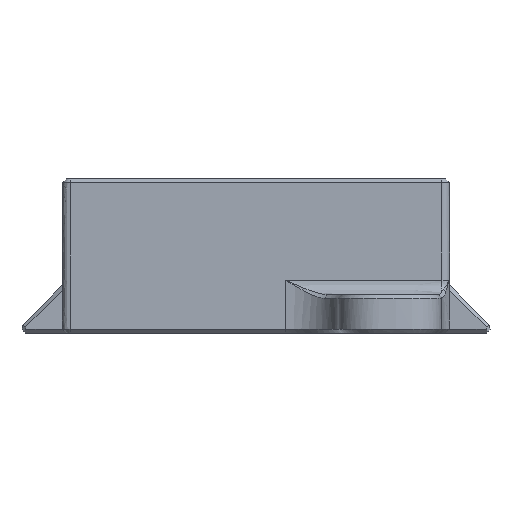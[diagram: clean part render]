
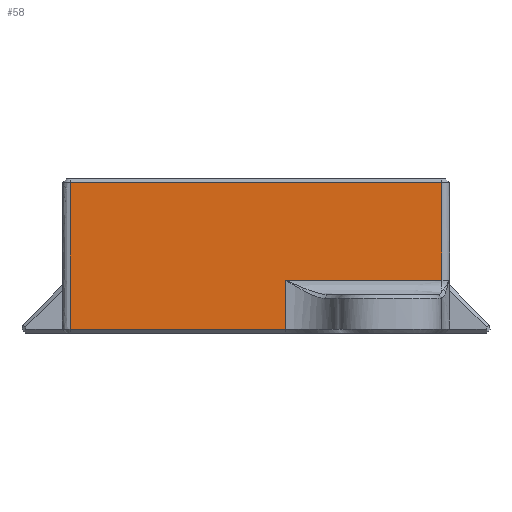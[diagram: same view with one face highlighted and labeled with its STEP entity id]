
A CAD part, left-side view. The second image highlights one B-rep face of the part: STEP entity #58.
In plain terms, the highlighted planar face has unit normal (-1, 0, 0).
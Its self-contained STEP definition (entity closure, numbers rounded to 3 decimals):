
#58=ADVANCED_FACE('',(#210),#2177,.T.);
#210=FACE_OUTER_BOUND('',#365,.T.);
#365=EDGE_LOOP('',(#620,#621,#622,#623,#624,#625));
#620=ORIENTED_EDGE('',*,*,#1285,.T.);
#621=ORIENTED_EDGE('',*,*,#1292,.F.);
#622=ORIENTED_EDGE('',*,*,#1310,.F.);
#623=ORIENTED_EDGE('',*,*,#1309,.F.);
#624=ORIENTED_EDGE('',*,*,#1308,.F.);
#625=ORIENTED_EDGE('',*,*,#1311,.F.);
#1285=EDGE_CURVE('',#1998,#1992,#1715,.T.);
#1292=EDGE_CURVE('',#1988,#1992,#1722,.T.);
#1308=EDGE_CURVE('',#2015,#2014,#1734,.T.);
#1309=EDGE_CURVE('',#2014,#2016,#1735,.T.);
#1310=EDGE_CURVE('',#2016,#1988,#1736,.T.);
#1311=EDGE_CURVE('',#1998,#2015,#1737,.T.);
#1715=B_SPLINE_CURVE_WITH_KNOTS('',1,(#4907,#4908),.UNSPECIFIED.,.F.,.F.,
(2,2),(70.022,75.122),.UNSPECIFIED.);
#1722=B_SPLINE_CURVE_WITH_KNOTS('',1,(#4940,#4941),.UNSPECIFIED.,.F.,.F.,
(2,2),(-16.246,0.),.UNSPECIFIED.);
#1734=B_SPLINE_CURVE_WITH_KNOTS('',1,(#5045,#5046),.UNSPECIFIED.,.F.,.F.,
(2,2),(0.,15.2),.UNSPECIFIED.);
#1735=B_SPLINE_CURVE_WITH_KNOTS('',1,(#5047,#5048),.UNSPECIFIED.,.F.,.F.,
(2,2),(-38.6,0.),.UNSPECIFIED.);
#1736=B_SPLINE_CURVE_WITH_KNOTS('',1,(#5049,#5050),.UNSPECIFIED.,.F.,.F.,
(2,2),(-15.2,-5.1),.UNSPECIFIED.);
#1737=B_SPLINE_CURVE_WITH_KNOTS('',1,(#5051,#5052,#5053),.UNSPECIFIED.,
 .F.,.F.,(2,1,2),(16.249,35.229,38.6),.UNSPECIFIED.);
#1988=VERTEX_POINT('',#4399);
#1992=VERTEX_POINT('',#4403);
#1998=VERTEX_POINT('',#4409);
#2014=VERTEX_POINT('',#4425);
#2015=VERTEX_POINT('',#4426);
#2016=VERTEX_POINT('',#4427);
#2177=PLANE('',#2349);
#2349=AXIS2_PLACEMENT_3D('',#2849,#2400,$);
#2400=DIRECTION('',(-1.,0.,0.));
#2849=CARTESIAN_POINT('',(163.886,-53.643,-69.586));
#4399=CARTESIAN_POINT('',(163.886,-53.643,-64.486));
#4403=CARTESIAN_POINT('',(163.886,-37.395,-64.486));
#4409=CARTESIAN_POINT('',(163.886,-37.395,-69.586));
#4425=CARTESIAN_POINT('',(163.886,-15.043,-54.386));
#4426=CARTESIAN_POINT('',(163.886,-15.043,-69.586));
#4427=CARTESIAN_POINT('',(163.886,-53.643,-54.386));
#4907=CARTESIAN_POINT('',(163.886,-37.395,-69.586));
#4908=CARTESIAN_POINT('',(163.886,-37.395,-64.486));
#4940=CARTESIAN_POINT('',(163.886,-53.643,-64.486));
#4941=CARTESIAN_POINT('',(163.886,-37.395,-64.486));
#5045=CARTESIAN_POINT('',(163.886,-15.043,-69.586));
#5046=CARTESIAN_POINT('',(163.886,-15.043,-54.386));
#5047=CARTESIAN_POINT('',(163.886,-15.043,-54.386));
#5048=CARTESIAN_POINT('',(163.886,-53.643,-54.386));
#5049=CARTESIAN_POINT('',(163.886,-53.643,-54.386));
#5050=CARTESIAN_POINT('',(163.886,-53.643,-64.486));
#5051=CARTESIAN_POINT('',(163.886,-37.395,-69.586));
#5052=CARTESIAN_POINT('',(163.886,-18.414,-69.586));
#5053=CARTESIAN_POINT('',(163.886,-15.043,-69.586));
